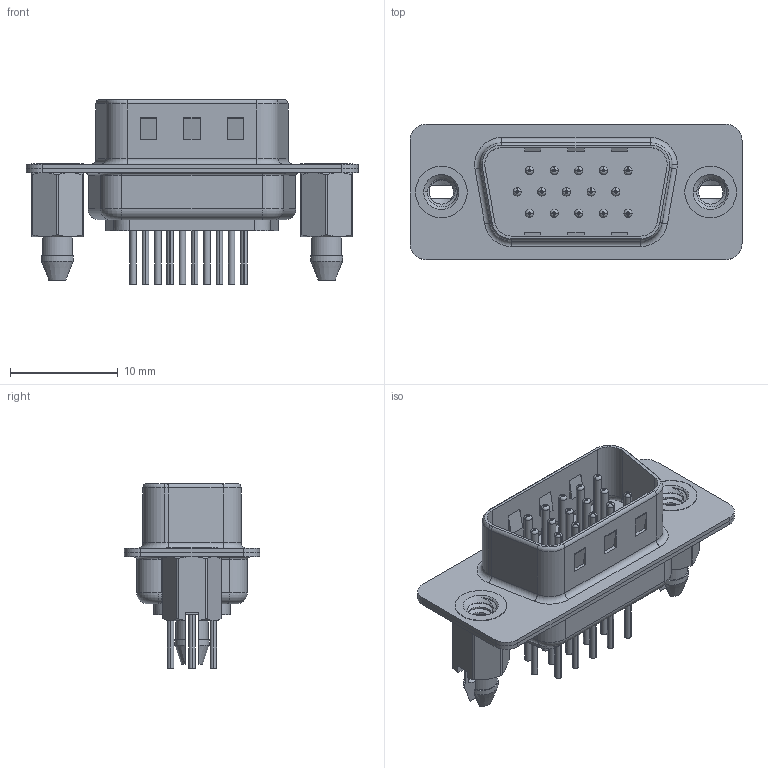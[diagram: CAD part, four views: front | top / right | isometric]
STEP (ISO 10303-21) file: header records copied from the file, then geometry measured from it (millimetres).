
FILE_DESCRIPTION (( 'STEP AP203' ), '1' );
FILE_NAME ('MHHDD-15MNS-E1.STEP', '2025-11-21T19:49:19', ( '' ), ( '' ), 'SwSTEP 2.0', 'SolidWorks 2023', '' );
FILE_SCHEMA (( 'CONFIG_CONTROL_DESIGN' ));
Length unit declared in the file: millimetre
Products named in the file (8): MHHDD Contact Row 3_30; MHHDD-15MNS-E1; MHHDD Shell Front_15 Contacts; MHHDD Contact Row 2_30; MHHDD Housing_15 Contacts; MHHDD 4-40 Threaded Boardlock_LP; MHHDD Contact Row 1_30; MHHDD Shell Rear_15 Contacts
Assembly tree (20 placements, depth 2):
  MHHDD-15MNS-E1
    MHHDD Housing_15 Contacts
    MHHDD Shell Front_15 Contacts
    MHHDD Shell Rear_15 Contacts
    MHHDD Contact Row 1_30  x5
    MHHDD Contact Row 2_30  x5
    MHHDD Contact Row 3_30  x5
    MHHDD 4-40 Threaded Boardlock_LP  x2
Bounding box: 30.81 x 12.55 x 17.15 mm (x, y, z)
Volume: 1402.1 mm3; surface area: 4862.8 mm2
Topology: 20 solids, 20 shells, 1878 faces, 4964 edges, 3075 vertices
Faces by surface type: cylinder 716, plane 499, torus 485, cone 172, bspline 6
Entity records: 24472 total; most frequent: CARTESIAN_POINT 5881, DIRECTION 3882, ORIENTED_EDGE 3558, EDGE_CURVE 1779, AXIS2_PLACEMENT_3D 1571, VERTEX_POINT 1127, CIRCLE 847, EDGE_LOOP 798
